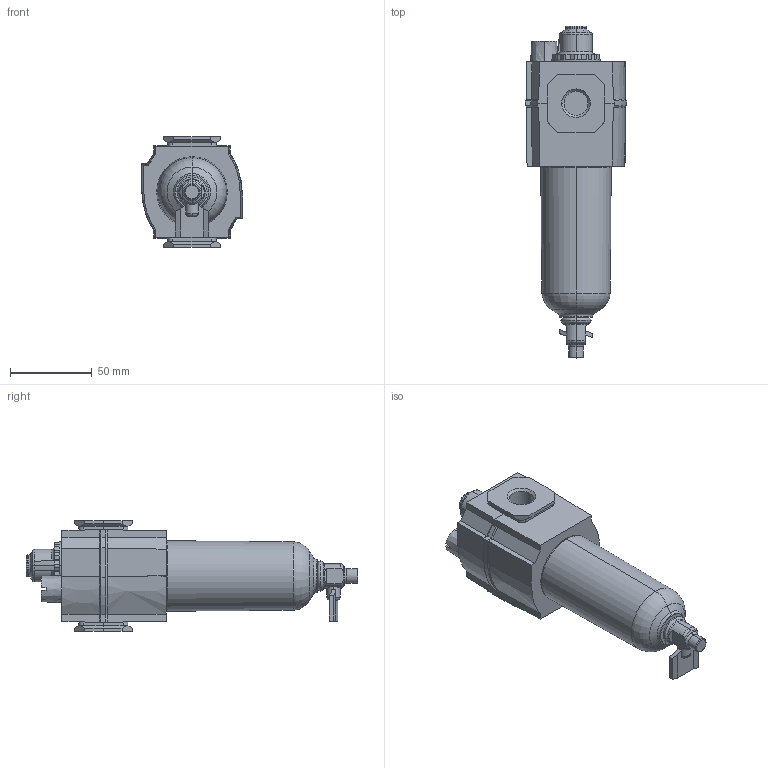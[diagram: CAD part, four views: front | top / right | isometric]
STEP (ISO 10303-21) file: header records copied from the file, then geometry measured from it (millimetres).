
FILE_DESCRIPTION (( 'STEP AP214' ), '1' );
FILE_NAME ('Norgren-L73C-3AP-QTN.step', '2019-03-03T16:41:21', ( '' ), ( '' ), 'SwSTEP 2.0', 'SolidWorks 2019', '' );
FILE_SCHEMA (( 'AUTOMOTIVE_DESIGN' ));
Length unit declared in the file: millimetre
Products named in the file (8): Norgren-L73C-3AP-QTN_L73MC_ss_59; Norgren-L73C-3AP-QTN_LMC_73-3_w; Norgren-L73C-3AP-QTN_L73MC_ss_14; Norgren-L73C-3AP-QTN; Norgren-L73C-3AP-QTN_L73MC_ss_73; Norgren-L73C-3AP-QTN_L73MC_ss_03; Norgren-L73C-3AP-QTN_L73MC_ss_26; Norgren-L73C-3AP-QTN_LMC_73t_Q
Assembly tree (7 placements, depth 3):
  Norgren-L73C-3AP-QTN
    Norgren-L73C-3AP-QTN_LMC_73t_Q
      Norgren-L73C-3AP-QTN_L73MC_ss_26
      Norgren-L73C-3AP-QTN_L73MC_ss_03
    Norgren-L73C-3AP-QTN_LMC_73-3_w
      Norgren-L73C-3AP-QTN_L73MC_ss_59
      Norgren-L73C-3AP-QTN_L73MC_ss_14
    Norgren-L73C-3AP-QTN_L73MC_ss_73
Bounding box: 62.3 x 203.5 x 68 mm (x, y, z)
Volume: 337934.1 mm3; surface area: 44806.9 mm2
Topology: 5 solids, 5 shells, 313 faces, 777 edges, 482 vertices
Faces by surface type: plane 183, cylinder 61, bspline 53, torus 12, cone 4
Entity records: 13096 total; most frequent: CARTESIAN_POINT 3913, ORIENTED_EDGE 1554, DIRECTION 1454, EDGE_CURVE 777, VECTOR 502, LINE 502, VERTEX_POINT 482, AXIS2_PLACEMENT_3D 476
